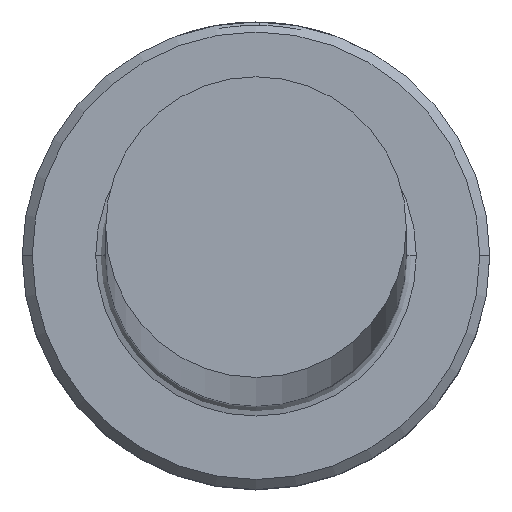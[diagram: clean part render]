
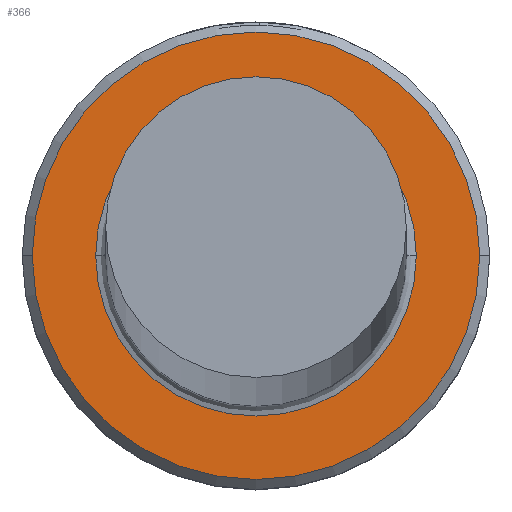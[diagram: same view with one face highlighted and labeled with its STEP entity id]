
A CAD part, top view. The second image highlights one B-rep face of the part: STEP entity #366.
In plain terms, the highlighted planar face has unit normal (0, 0, 1).
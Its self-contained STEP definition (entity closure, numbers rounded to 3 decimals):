
#9 = VERTEX_POINT ( 'NONE', #865 ) ;
#77 = CIRCLE ( 'NONE', #204, 6.7 ) ;
#84 = ORIENTED_EDGE ( 'NONE', *, *, #1018, .T. ) ;
#91 = AXIS2_PLACEMENT_3D ( 'NONE', #330, #975, #417 ) ;
#102 = DIRECTION ( 'NONE',  ( 0., 0., 1. ) ) ;
#109 = EDGE_LOOP ( 'NONE', ( #84, #364 ) ) ;
#204 = AXIS2_PLACEMENT_3D ( 'NONE', #858, #305, #954 ) ;
#232 = AXIS2_PLACEMENT_3D ( 'NONE', #658, #102, #753 ) ;
#305 = DIRECTION ( 'NONE',  ( 0., 0., 1. ) ) ;
#320 = CARTESIAN_POINT ( 'NONE',  ( 6.7, 0., 8. ) ) ;
#330 = CARTESIAN_POINT ( 'NONE',  ( 0., 0., 8. ) ) ;
#364 = ORIENTED_EDGE ( 'NONE', *, *, #821, .T. ) ;
#366 = ADVANCED_FACE ( 'NONE', ( #980, #920 ), #409, .T. ) ;
#404 = DIRECTION ( 'NONE',  ( 1., 0., 0. ) ) ;
#409 = PLANE ( 'NONE',  #421 ) ;
#417 = DIRECTION ( 'NONE',  ( -1., 0., 0. ) ) ;
#421 = AXIS2_PLACEMENT_3D ( 'NONE', #499, #869, #404 ) ;
#435 = ORIENTED_EDGE ( 'NONE', *, *, #1009, .T. ) ;
#446 = VERTEX_POINT ( 'NONE', #320 ) ;
#486 = DIRECTION ( 'NONE',  ( 0., 0., -1. ) ) ;
#491 = CARTESIAN_POINT ( 'NONE',  ( -6.7, 0., 8. ) ) ;
#499 = CARTESIAN_POINT ( 'NONE',  ( 0., 0., 8. ) ) ;
#658 = CARTESIAN_POINT ( 'NONE',  ( 0., 0., 8. ) ) ;
#697 = CARTESIAN_POINT ( 'NONE',  ( 4.8, 0., 8. ) ) ;
#702 = EDGE_LOOP ( 'NONE', ( #435, #1110 ) ) ;
#710 = EDGE_CURVE ( 'NONE', #446, #1056, #906, .T. ) ;
#753 = DIRECTION ( 'NONE',  ( 1., 0., 0. ) ) ;
#783 = CIRCLE ( 'NONE', #935, 4.8 ) ;
#821 = EDGE_CURVE ( 'NONE', #862, #9, #1027, .T. ) ;
#858 = CARTESIAN_POINT ( 'NONE',  ( 0., 0., 8. ) ) ;
#862 = VERTEX_POINT ( 'NONE', #697 ) ;
#865 = CARTESIAN_POINT ( 'NONE',  ( -4.8, 0., 8. ) ) ;
#869 = DIRECTION ( 'NONE',  ( 0., 0., 1. ) ) ;
#906 = CIRCLE ( 'NONE', #232, 6.7 ) ;
#920 = FACE_BOUND ( 'NONE', #109, .T. ) ;
#935 = AXIS2_PLACEMENT_3D ( 'NONE', #1042, #486, #1131 ) ;
#954 = DIRECTION ( 'NONE',  ( 1., 0., 0. ) ) ;
#975 = DIRECTION ( 'NONE',  ( 0., 0., -1. ) ) ;
#980 = FACE_OUTER_BOUND ( 'NONE', #702, .T. ) ;
#1009 = EDGE_CURVE ( 'NONE', #1056, #446, #77, .T. ) ;
#1018 = EDGE_CURVE ( 'NONE', #9, #862, #783, .T. ) ;
#1027 = CIRCLE ( 'NONE', #91, 4.8 ) ;
#1042 = CARTESIAN_POINT ( 'NONE',  ( 0., 0., 8. ) ) ;
#1056 = VERTEX_POINT ( 'NONE', #491 ) ;
#1110 = ORIENTED_EDGE ( 'NONE', *, *, #710, .T. ) ;
#1131 = DIRECTION ( 'NONE',  ( -1., 0., 0. ) ) ;
